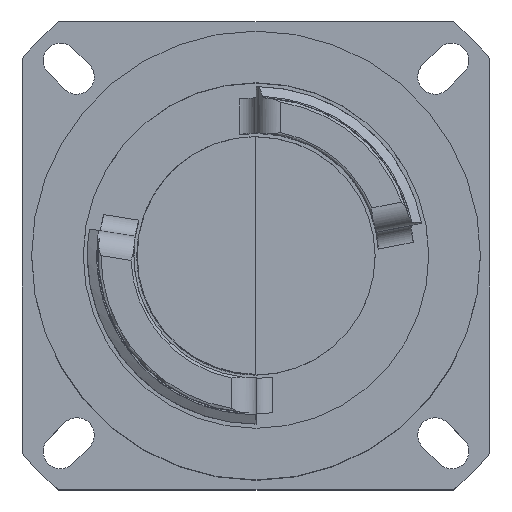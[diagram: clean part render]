
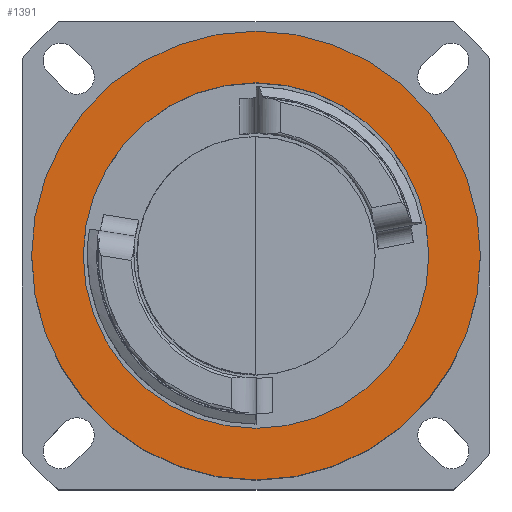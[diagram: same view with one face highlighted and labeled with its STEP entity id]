
A CAD part, top view. The second image highlights one B-rep face of the part: STEP entity #1391.
In plain terms, the highlighted planar face has unit normal (0, 0, 1).
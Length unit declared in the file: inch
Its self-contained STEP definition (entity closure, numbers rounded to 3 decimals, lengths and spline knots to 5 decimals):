
#165 = VERTEX_POINT ( 'NONE', #1131 ) ;
#173 = AXIS2_PLACEMENT_3D ( 'NONE', #601, #1871, #2454 ) ;
#394 = AXIS2_PLACEMENT_3D ( 'NONE', #6059, #3784, #4240 ) ;
#436 = DIRECTION ( 'NONE',  ( -1., 0., 0. ) ) ;
#601 = CARTESIAN_POINT ( 'NONE',  ( 0., 0., -0.45 ) ) ;
#794 = CIRCLE ( 'NONE', #394, 0.825 ) ;
#876 = FACE_OUTER_BOUND ( 'NONE', #4201, .T. ) ;
#898 = DIRECTION ( 'NONE',  ( 0., 1., 0. ) ) ;
#930 = EDGE_CURVE ( 'NONE', #165, #2490, #5351, .T. ) ;
#940 = VERTEX_POINT ( 'NONE', #959 ) ;
#959 = CARTESIAN_POINT ( 'NONE',  ( 0., -0.825, -0.45 ) ) ;
#1131 = CARTESIAN_POINT ( 'NONE',  ( 0., 0.635, -0.45 ) ) ;
#1303 = CARTESIAN_POINT ( 'NONE',  ( -0.635, 0., -0.45 ) ) ;
#1391 = ADVANCED_FACE ( 'NONE', ( #876, #5485 ), #1814, .F. ) ;
#1486 = DIRECTION ( 'NONE',  ( 0., 0., 1. ) ) ;
#1779 = CARTESIAN_POINT ( 'NONE',  ( 0., 0., -0.45 ) ) ;
#1814 = PLANE ( 'NONE',  #1933 ) ;
#1871 = DIRECTION ( 'NONE',  ( 0., 0., 1. ) ) ;
#1873 = DIRECTION ( 'NONE',  ( 0., 0., -1. ) ) ;
#1933 = AXIS2_PLACEMENT_3D ( 'NONE', #1303, #1873, #436 ) ;
#2221 = AXIS2_PLACEMENT_3D ( 'NONE', #3734, #1486, #898 ) ;
#2235 = CIRCLE ( 'NONE', #2221, 0.635 ) ;
#2454 = DIRECTION ( 'NONE',  ( 0., 1., 0. ) ) ;
#2490 = VERTEX_POINT ( 'NONE', #4080 ) ;
#2761 = EDGE_CURVE ( 'NONE', #2490, #165, #2235, .T. ) ;
#3235 = CARTESIAN_POINT ( 'NONE',  ( 0., 0.825, -0.45 ) ) ;
#3350 = VERTEX_POINT ( 'NONE', #3235 ) ;
#3644 = DIRECTION ( 'NONE',  ( 0., 0., 1. ) ) ;
#3734 = CARTESIAN_POINT ( 'NONE',  ( 0., 0., -0.45 ) ) ;
#3784 = DIRECTION ( 'NONE',  ( 0., 0., 1. ) ) ;
#3863 = EDGE_CURVE ( 'NONE', #3350, #940, #794, .T. ) ;
#4080 = CARTESIAN_POINT ( 'NONE',  ( 0., -0.635, -0.45 ) ) ;
#4142 = ORIENTED_EDGE ( 'NONE', *, *, #4596, .T. ) ;
#4201 = EDGE_LOOP ( 'NONE', ( #4726, #4142 ) ) ;
#4240 = DIRECTION ( 'NONE',  ( 0., 1., 0. ) ) ;
#4398 = AXIS2_PLACEMENT_3D ( 'NONE', #1779, #3644, #5505 ) ;
#4442 = ORIENTED_EDGE ( 'NONE', *, *, #930, .F. ) ;
#4476 = ORIENTED_EDGE ( 'NONE', *, *, #2761, .F. ) ;
#4596 = EDGE_CURVE ( 'NONE', #940, #3350, #5975, .T. ) ;
#4726 = ORIENTED_EDGE ( 'NONE', *, *, #3863, .T. ) ;
#5324 = EDGE_LOOP ( 'NONE', ( #4442, #4476 ) ) ;
#5351 = CIRCLE ( 'NONE', #173, 0.635 ) ;
#5485 = FACE_BOUND ( 'NONE', #5324, .T. ) ;
#5505 = DIRECTION ( 'NONE',  ( 0., 1., 0. ) ) ;
#5975 = CIRCLE ( 'NONE', #4398, 0.825 ) ;
#6059 = CARTESIAN_POINT ( 'NONE',  ( 0., 0., -0.45 ) ) ;
